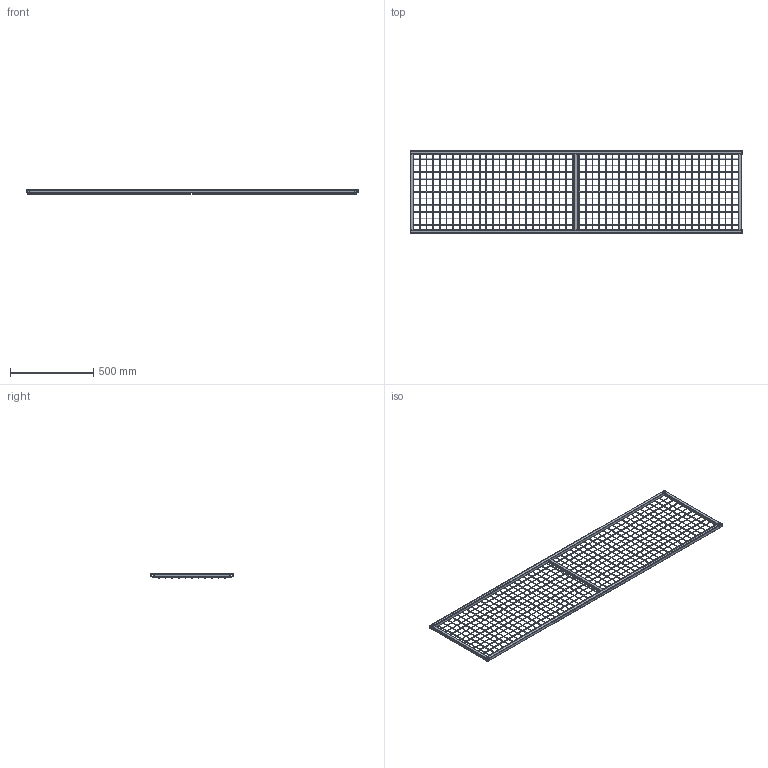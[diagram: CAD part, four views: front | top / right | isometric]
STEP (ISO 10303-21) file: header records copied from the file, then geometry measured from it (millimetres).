
FILE_DESCRIPTION (( 'STEP AP214' ), '1' );
FILE_NAME ('SRF_C_500_4_A.STEP', '2018-01-25T12:30:33', ( '' ), ( '' ), 'SwSTEP 2.0', 'SolidWorks 2018', '' );
FILE_SCHEMA (( 'AUTOMOTIVE_DESIGN' ));
Length unit declared in the file: millimetre
Products named in the file (1): SRF_C_500_4_A
Bounding box: 1999 x 495 x 28 mm (x, y, z)
Volume: 892417.4 mm3; surface area: 1367695.3 mm2
Topology: 68 solids, 68 shells, 638 faces, 1446 edges, 964 vertices
Faces by surface type: cylinder 330, plane 308
Entity records: 25821 total; most frequent: DIRECTION 3384, CARTESIAN_POINT 3049, ORIENTED_EDGE 2892, EDGE_CURVE 1446, AXIS2_PLACEMENT_3D 1299, VERTEX_POINT 964, VECTOR 786, LINE 786
